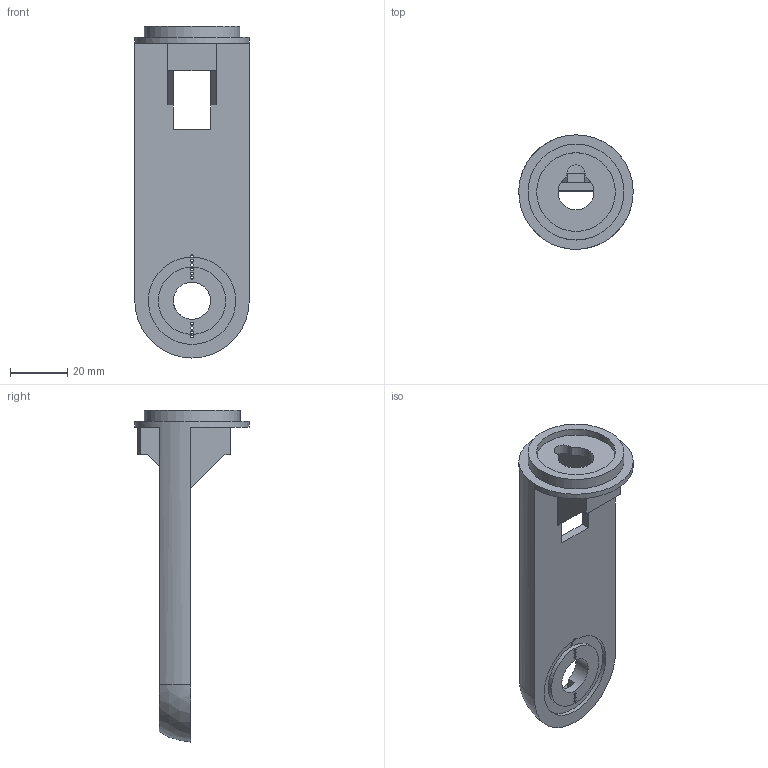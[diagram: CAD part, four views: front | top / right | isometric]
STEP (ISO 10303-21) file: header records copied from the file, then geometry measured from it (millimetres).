
FILE_DESCRIPTION(/* description */ ('STEP AP214','CAx-IF Rec.Pracs.---User Defined Attributes---1.5---2016-08-15'),/* implementation_level */ '2;1');
FILE_NAME(/* name */ '69514232e2474bc85902290e',/* time_stamp */ '2025-12-28T14:44:03Z',/* author */ (''),/* organization */ (''),/* preprocessor_version */ 'ST-DEVELOPER v20',/* originating_system */ 'ONSHAPE BY PTC INC, 1.208',/* authorisation */ ' ');
FILE_SCHEMA (('AUTOMOTIVE_DESIGN {1 0 10303 214 3 1 1}'));
Length unit declared in the file: metre
Products named in the file (1): Part 1
Bounding box: 39.99 x 39.95 x 115.99 mm (x, y, z)
Volume: 24508.6 mm3; surface area: 17228.1 mm2
Topology: 1 solids, 1 shells, 69 faces, 201 edges, 135 vertices
Faces by surface type: plane 46, cylinder 22, sphere 1
Full cylindrical faces by diameter (mm): 1 x10, 2 x1, 13 x1, 23.5 x1, 27.5 x1, 33.5 x1, 40 x1
Entity records: 2248 total; most frequent: DIRECTION 380, CARTESIAN_POINT 378, ORIENTED_EDGE 358, EDGE_CURVE 179, AXIS2_PLACEMENT_3D 131, VERTEX_POINT 129, LINE 118, VECTOR 118
